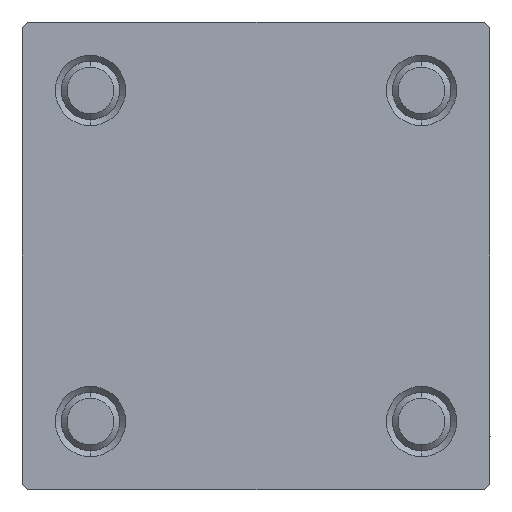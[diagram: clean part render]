
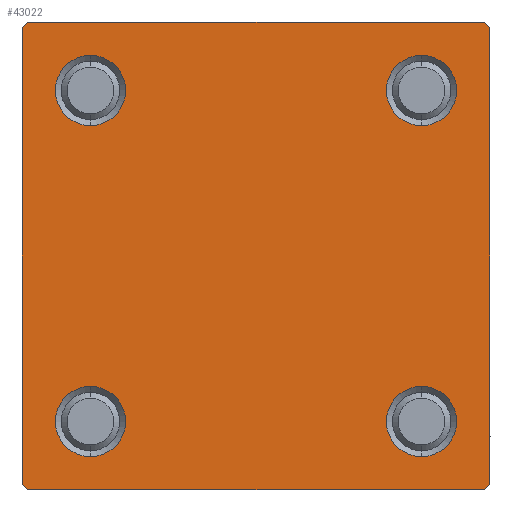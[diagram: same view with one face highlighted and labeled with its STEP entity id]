
A CAD part, left-side view. The second image highlights one B-rep face of the part: STEP entity #43022.
In plain terms, the highlighted planar face has unit normal (-1, 0, 0).
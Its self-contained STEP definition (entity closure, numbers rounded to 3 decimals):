
#344 = CARTESIAN_POINT ( 'NONE',  ( 0., -14.15, -14.15 ) ) ;
#545 = ORIENTED_EDGE ( 'NONE', *, *, #25982, .T. ) ;
#771 = VERTEX_POINT ( 'NONE', #11720 ) ;
#788 = CIRCLE ( 'NONE', #39362, 3. ) ;
#1230 = ORIENTED_EDGE ( 'NONE', *, *, #13182, .T. ) ;
#1834 = DIRECTION ( 'NONE',  ( 0., 0., 1. ) ) ;
#2067 = VERTEX_POINT ( 'NONE', #12015 ) ;
#2312 = CARTESIAN_POINT ( 'NONE',  ( 0., 14.15, -14.15 ) ) ;
#2523 = CARTESIAN_POINT ( 'NONE',  ( 0., -14.15, 11.15 ) ) ;
#3054 = ORIENTED_EDGE ( 'NONE', *, *, #34877, .T. ) ;
#3658 = VERTEX_POINT ( 'NONE', #5363 ) ;
#3862 = DIRECTION ( 'NONE',  ( 1., 0., 0. ) ) ;
#5032 = CARTESIAN_POINT ( 'NONE',  ( 0., 14.15, 11.15 ) ) ;
#5363 = CARTESIAN_POINT ( 'NONE',  ( 0., 14.15, 17.15 ) ) ;
#5716 = CARTESIAN_POINT ( 'NONE',  ( 0., 14.15, -11.15 ) ) ;
#5728 = CIRCLE ( 'NONE', #36268, 3. ) ;
#5791 = DIRECTION ( 'NONE',  ( 0., -0.707, -0.707 ) ) ;
#5811 = EDGE_CURVE ( 'NONE', #3658, #29674, #28701, .T. ) ;
#5920 = CARTESIAN_POINT ( 'NONE',  ( 0., -20., 20. ) ) ;
#6239 = EDGE_CURVE ( 'NONE', #32301, #29176, #8961, .T. ) ;
#6599 = ORIENTED_EDGE ( 'NONE', *, *, #24146, .T. ) ;
#6680 = VERTEX_POINT ( 'NONE', #6795 ) ;
#6782 = ORIENTED_EDGE ( 'NONE', *, *, #46622, .T. ) ;
#6785 = CARTESIAN_POINT ( 'NONE',  ( 0., -14.15, -11.15 ) ) ;
#6795 = CARTESIAN_POINT ( 'NONE',  ( 0., 14.15, -17.15 ) ) ;
#7293 = FACE_BOUND ( 'NONE', #9886, .T. ) ;
#7372 = CARTESIAN_POINT ( 'NONE',  ( 0., -19.75, -19.75 ) ) ;
#7515 = EDGE_LOOP ( 'NONE', ( #3054, #9668 ) ) ;
#7640 = ORIENTED_EDGE ( 'NONE', *, *, #5811, .T. ) ;
#8027 = FACE_BOUND ( 'NONE', #7515, .T. ) ;
#8038 = CIRCLE ( 'NONE', #45812, 3. ) ;
#8607 = CARTESIAN_POINT ( 'NONE',  ( 0., 20., -19.5 ) ) ;
#8743 = EDGE_CURVE ( 'NONE', #32301, #30414, #17579, .T. ) ;
#8961 = LINE ( 'NONE', #5920, #46425 ) ;
#9316 = CARTESIAN_POINT ( 'NONE',  ( 0., 20., 20. ) ) ;
#9668 = ORIENTED_EDGE ( 'NONE', *, *, #47012, .T. ) ;
#9886 = EDGE_LOOP ( 'NONE', ( #6782, #20178 ) ) ;
#10030 = DIRECTION ( 'NONE',  ( 0., 0.707, 0.707 ) ) ;
#10038 = DIRECTION ( 'NONE',  ( 1., 0., 0. ) ) ;
#10815 = ORIENTED_EDGE ( 'NONE', *, *, #8743, .T. ) ;
#11122 = LINE ( 'NONE', #18933, #30497 ) ;
#11299 = CARTESIAN_POINT ( 'NONE',  ( 0., 0., 0. ) ) ;
#11429 = EDGE_CURVE ( 'NONE', #11908, #30414, #11122, .T. ) ;
#11544 = FACE_OUTER_BOUND ( 'NONE', #13201, .T. ) ;
#11693 = DIRECTION ( 'NONE',  ( 0., -1., 0. ) ) ;
#11720 = CARTESIAN_POINT ( 'NONE',  ( 0., -14.15, -17.15 ) ) ;
#11908 = VERTEX_POINT ( 'NONE', #38111 ) ;
#12015 = CARTESIAN_POINT ( 'NONE',  ( 0., -14.15, 17.15 ) ) ;
#12766 = VECTOR ( 'NONE', #5791, 1000. ) ;
#13130 = CARTESIAN_POINT ( 'NONE',  ( 0., -19.5, 20. ) ) ;
#13138 = DIRECTION ( 'NONE',  ( 1., 0., 0. ) ) ;
#13182 = EDGE_CURVE ( 'NONE', #24564, #29176, #25997, .T. ) ;
#13201 = EDGE_LOOP ( 'NONE', ( #18061, #545, #48915, #1230, #19073, #10815, #16354, #6599 ) ) ;
#13417 = AXIS2_PLACEMENT_3D ( 'NONE', #18611, #49096, #33946 ) ;
#13972 = CIRCLE ( 'NONE', #38118, 3. ) ;
#14044 = LINE ( 'NONE', #20875, #40808 ) ;
#14300 = CARTESIAN_POINT ( 'NONE',  ( 0., -19.75, 19.75 ) ) ;
#14740 = DIRECTION ( 'NONE',  ( 0., 0., 1. ) ) ;
#15089 = ORIENTED_EDGE ( 'NONE', *, *, #20740, .T. ) ;
#15178 = DIRECTION ( 'NONE',  ( 0., 0., 1. ) ) ;
#15336 = VERTEX_POINT ( 'NONE', #27627 ) ;
#16354 = ORIENTED_EDGE ( 'NONE', *, *, #11429, .F. ) ;
#17397 = DIRECTION ( 'NONE',  ( 1., 0., 0. ) ) ;
#17579 = LINE ( 'NONE', #14300, #20753 ) ;
#17862 = EDGE_LOOP ( 'NONE', ( #18436, #23351 ) ) ;
#18061 = ORIENTED_EDGE ( 'NONE', *, *, #20577, .T. ) ;
#18436 = ORIENTED_EDGE ( 'NONE', *, *, #27576, .T. ) ;
#18611 = CARTESIAN_POINT ( 'NONE',  ( 0., 14.15, 14.15 ) ) ;
#18933 = CARTESIAN_POINT ( 'NONE',  ( 0., 20., 20. ) ) ;
#19073 = ORIENTED_EDGE ( 'NONE', *, *, #6239, .F. ) ;
#19385 = CIRCLE ( 'NONE', #35477, 3. ) ;
#20131 = EDGE_CURVE ( 'NONE', #771, #25969, #33047, .T. ) ;
#20178 = ORIENTED_EDGE ( 'NONE', *, *, #32218, .T. ) ;
#20577 = EDGE_CURVE ( 'NONE', #15336, #32807, #31719, .T. ) ;
#20740 = EDGE_CURVE ( 'NONE', #29674, #3658, #19385, .T. ) ;
#20753 = VECTOR ( 'NONE', #10030, 1000. ) ;
#20875 = CARTESIAN_POINT ( 'NONE',  ( 0., 19.75, 19.75 ) ) ;
#21125 = AXIS2_PLACEMENT_3D ( 'NONE', #11299, #23373, #30679 ) ;
#21834 = VERTEX_POINT ( 'NONE', #2523 ) ;
#22003 = DIRECTION ( 'NONE',  ( 1., 0., 0. ) ) ;
#22638 = PLANE ( 'NONE',  #21125 ) ;
#23351 = ORIENTED_EDGE ( 'NONE', *, *, #20131, .T. ) ;
#23373 = DIRECTION ( 'NONE',  ( -1., 0., 0. ) ) ;
#24146 = EDGE_CURVE ( 'NONE', #11908, #15336, #14044, .T. ) ;
#24429 = CARTESIAN_POINT ( 'NONE',  ( 0., -20., -19.5 ) ) ;
#24564 = VERTEX_POINT ( 'NONE', #47408 ) ;
#24838 = CARTESIAN_POINT ( 'NONE',  ( 0., -14.15, -14.15 ) ) ;
#25969 = VERTEX_POINT ( 'NONE', #6785 ) ;
#25982 = EDGE_CURVE ( 'NONE', #32807, #44285, #40996, .T. ) ;
#25997 = LINE ( 'NONE', #7372, #45010 ) ;
#27066 = DIRECTION ( 'NONE',  ( 1., 0., 0. ) ) ;
#27535 = VERTEX_POINT ( 'NONE', #5716 ) ;
#27576 = EDGE_CURVE ( 'NONE', #25969, #771, #788, .T. ) ;
#27627 = CARTESIAN_POINT ( 'NONE',  ( 0., 20., 19.5 ) ) ;
#27954 = DIRECTION ( 'NONE',  ( 0., 0., -1. ) ) ;
#28701 = CIRCLE ( 'NONE', #13417, 3. ) ;
#28862 = DIRECTION ( 'NONE',  ( 1., 0., 0. ) ) ;
#29176 = VERTEX_POINT ( 'NONE', #24429 ) ;
#29419 = CARTESIAN_POINT ( 'NONE',  ( 0., 14.15, 14.15 ) ) ;
#29674 = VERTEX_POINT ( 'NONE', #5032 ) ;
#30083 = CIRCLE ( 'NONE', #41315, 3. ) ;
#30307 = DIRECTION ( 'NONE',  ( 0., 0., 1. ) ) ;
#30414 = VERTEX_POINT ( 'NONE', #13130 ) ;
#30497 = VECTOR ( 'NONE', #47062, 1000. ) ;
#30679 = DIRECTION ( 'NONE',  ( 0., 0., 1. ) ) ;
#31719 = LINE ( 'NONE', #9316, #33856 ) ;
#32218 = EDGE_CURVE ( 'NONE', #21834, #2067, #8038, .T. ) ;
#32301 = VERTEX_POINT ( 'NONE', #41377 ) ;
#32504 = DIRECTION ( 'NONE',  ( 0., 0., 1. ) ) ;
#32807 = VERTEX_POINT ( 'NONE', #8607 ) ;
#32975 = VECTOR ( 'NONE', #11693, 1000. ) ;
#33047 = CIRCLE ( 'NONE', #45916, 3. ) ;
#33729 = EDGE_CURVE ( 'NONE', #44285, #24564, #35096, .T. ) ;
#33856 = VECTOR ( 'NONE', #27954, 1000. ) ;
#33946 = DIRECTION ( 'NONE',  ( 0., 0., 1. ) ) ;
#34843 = EDGE_LOOP ( 'NONE', ( #7640, #15089 ) ) ;
#34877 = EDGE_CURVE ( 'NONE', #27535, #6680, #5728, .T. ) ;
#35096 = LINE ( 'NONE', #38872, #32975 ) ;
#35477 = AXIS2_PLACEMENT_3D ( 'NONE', #29419, #10038, #48582 ) ;
#36268 = AXIS2_PLACEMENT_3D ( 'NONE', #36293, #17397, #1834 ) ;
#36293 = CARTESIAN_POINT ( 'NONE',  ( 0., 14.15, -14.15 ) ) ;
#38111 = CARTESIAN_POINT ( 'NONE',  ( 0., 19.5, 20. ) ) ;
#38118 = AXIS2_PLACEMENT_3D ( 'NONE', #2312, #13138, #32504 ) ;
#38872 = CARTESIAN_POINT ( 'NONE',  ( 0., 20., -20. ) ) ;
#39362 = AXIS2_PLACEMENT_3D ( 'NONE', #24838, #28862, #43739 ) ;
#40263 = CARTESIAN_POINT ( 'NONE',  ( 0., 19.75, -19.75 ) ) ;
#40623 = DIRECTION ( 'NONE',  ( 0., 0., -1. ) ) ;
#40718 = DIRECTION ( 'NONE',  ( 0., 0.707, -0.707 ) ) ;
#40808 = VECTOR ( 'NONE', #40718, 1000. ) ;
#40996 = LINE ( 'NONE', #40263, #12766 ) ;
#41315 = AXIS2_PLACEMENT_3D ( 'NONE', #46208, #27066, #14740 ) ;
#41377 = CARTESIAN_POINT ( 'NONE',  ( 0., -20., 19.5 ) ) ;
#43022 = ADVANCED_FACE ( 'NONE', ( #7293, #46294, #8027, #49595, #11544 ), #22638, .T. ) ;
#43331 = CARTESIAN_POINT ( 'NONE',  ( 0., 19.5, -20. ) ) ;
#43739 = DIRECTION ( 'NONE',  ( 0., 0., 1. ) ) ;
#44285 = VERTEX_POINT ( 'NONE', #43331 ) ;
#44665 = CARTESIAN_POINT ( 'NONE',  ( 0., -14.15, 14.15 ) ) ;
#45010 = VECTOR ( 'NONE', #49670, 1000. ) ;
#45812 = AXIS2_PLACEMENT_3D ( 'NONE', #44665, #22003, #30307 ) ;
#45916 = AXIS2_PLACEMENT_3D ( 'NONE', #344, #3862, #15178 ) ;
#46208 = CARTESIAN_POINT ( 'NONE',  ( 0., -14.15, 14.15 ) ) ;
#46294 = FACE_BOUND ( 'NONE', #17862, .T. ) ;
#46425 = VECTOR ( 'NONE', #40623, 1000. ) ;
#46622 = EDGE_CURVE ( 'NONE', #2067, #21834, #30083, .T. ) ;
#47012 = EDGE_CURVE ( 'NONE', #6680, #27535, #13972, .T. ) ;
#47062 = DIRECTION ( 'NONE',  ( 0., -1., 0. ) ) ;
#47408 = CARTESIAN_POINT ( 'NONE',  ( 0., -19.5, -20. ) ) ;
#48582 = DIRECTION ( 'NONE',  ( 0., 0., 1. ) ) ;
#48915 = ORIENTED_EDGE ( 'NONE', *, *, #33729, .T. ) ;
#49096 = DIRECTION ( 'NONE',  ( 1., 0., 0. ) ) ;
#49595 = FACE_BOUND ( 'NONE', #34843, .T. ) ;
#49670 = DIRECTION ( 'NONE',  ( 0., -0.707, 0.707 ) ) ;
